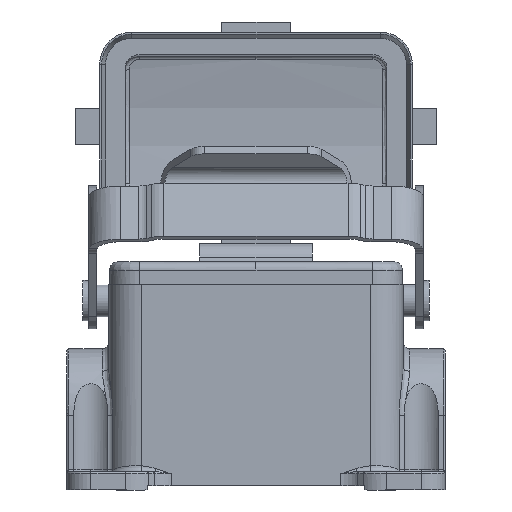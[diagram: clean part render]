
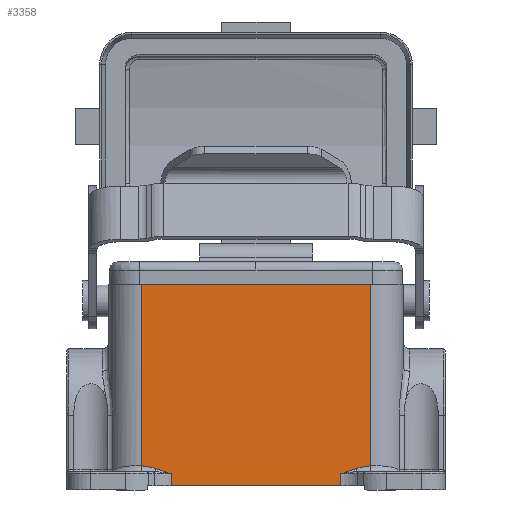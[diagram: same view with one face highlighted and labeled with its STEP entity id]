
A CAD part, front view. The second image highlights one B-rep face of the part: STEP entity #3358.
In plain terms, the highlighted planar face has unit normal (0, -1, 0).
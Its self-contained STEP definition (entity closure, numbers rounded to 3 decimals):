
#3151=B_SPLINE_CURVE_WITH_KNOTS('',3,(#16337,#16338,#16339,#16340,#16341),
 .UNSPECIFIED.,.F.,.F.,(4,1,4),(0.,0.509,1.),.UNSPECIFIED.);
#3152=B_SPLINE_CURVE_WITH_KNOTS('',3,(#16343,#16344,#16345,#16346,#16347,
#16348,#16349,#16350,#16351,#16352,#16353,#16354,#16355,#16356),
 .UNSPECIFIED.,.F.,.F.,(4,2,2,2,2,2,4),(0.,0.117,0.237,
0.482,0.61,0.737,1.),.UNSPECIFIED.);
#3153=B_SPLINE_CURVE_WITH_KNOTS('',3,(#16364,#16365,#16366,#16367,#16368,
#16369,#16370,#16371,#16372,#16373,#16374,#16375,#16376,#16377),
 .UNSPECIFIED.,.F.,.F.,(4,2,2,2,2,2,4),(0.,0.263,0.39,
0.518,0.763,0.883,1.),.UNSPECIFIED.);
#3154=B_SPLINE_CURVE_WITH_KNOTS('',3,(#16379,#16380,#16381,#16382,#16383),
 .UNSPECIFIED.,.F.,.F.,(4,1,4),(0.,0.491,1.),.UNSPECIFIED.);
#3358=ADVANCED_FACE('',(#4142),#3870,.F.);
#3870=PLANE('',#11763);
#4142=FACE_OUTER_BOUND('',#4651,.T.);
#4651=EDGE_LOOP('',(#5595,#5596,#5597,#5598,#5599,#5600,#5601,#5602,#5603,
#5604));
#5595=ORIENTED_EDGE('',*,*,#8867,.F.);
#5596=ORIENTED_EDGE('',*,*,#9171,.F.);
#5597=ORIENTED_EDGE('',*,*,#9172,.F.);
#5598=ORIENTED_EDGE('',*,*,#9173,.F.);
#5599=ORIENTED_EDGE('',*,*,#9174,.F.);
#5600=ORIENTED_EDGE('',*,*,#9175,.F.);
#5601=ORIENTED_EDGE('',*,*,#9176,.F.);
#5602=ORIENTED_EDGE('',*,*,#9177,.F.);
#5603=ORIENTED_EDGE('',*,*,#9178,.F.);
#5604=ORIENTED_EDGE('',*,*,#9179,.F.);
#7967=VERTEX_POINT('',#15102);
#7969=VERTEX_POINT('',#15105);
#8210=VERTEX_POINT('',#16336);
#8211=VERTEX_POINT('',#16342);
#8212=VERTEX_POINT('',#16357);
#8213=VERTEX_POINT('',#16359);
#8214=VERTEX_POINT('',#16361);
#8215=VERTEX_POINT('',#16363);
#8216=VERTEX_POINT('',#16378);
#8217=VERTEX_POINT('',#16384);
#8867=EDGE_CURVE('',#7967,#7969,#10253,.T.);
#9171=EDGE_CURVE('',#8210,#7967,#10392,.T.);
#9172=EDGE_CURVE('',#8211,#8210,#3151,.T.);
#9173=EDGE_CURVE('',#8212,#8211,#3152,.T.);
#9174=EDGE_CURVE('',#8213,#8212,#10393,.T.);
#9175=EDGE_CURVE('',#8214,#8213,#10394,.T.);
#9176=EDGE_CURVE('',#8215,#8214,#10395,.T.);
#9177=EDGE_CURVE('',#8216,#8215,#3153,.T.);
#9178=EDGE_CURVE('',#8217,#8216,#3154,.T.);
#9179=EDGE_CURVE('',#7969,#8217,#10396,.T.);
#10253=LINE('',#15104,#10931);
#10392=LINE('',#16335,#11070);
#10393=LINE('',#16358,#11071);
#10394=LINE('',#16360,#11072);
#10395=LINE('',#16362,#11073);
#10396=LINE('',#16385,#11074);
#10931=VECTOR('',#12546,1.);
#11070=VECTOR('',#13013,1.);
#11071=VECTOR('',#13014,1.);
#11072=VECTOR('',#13015,1.);
#11073=VECTOR('',#13016,1.);
#11074=VECTOR('',#13017,1.);
#11763=AXIS2_PLACEMENT_3D('',#16386,#13018,#13019);
#12546=DIRECTION('',(1.,0.,0.));
#13013=DIRECTION('',(0.,0.,1.));
#13014=DIRECTION('',(0.,0.,1.));
#13015=DIRECTION('',(-1.,0.,0.));
#13016=DIRECTION('',(0.,0.,-1.));
#13017=DIRECTION('',(0.,0.,-1.));
#13018=DIRECTION('',(0.,1.,0.));
#13019=DIRECTION('',(0.,0.,1.));
#15102=CARTESIAN_POINT('',(-28.5,-21.5,6.));
#15104=CARTESIAN_POINT('',(-28.5,-21.5,6.));
#15105=CARTESIAN_POINT('',(28.5,-21.5,6.));
#16335=CARTESIAN_POINT('',(-28.5,-21.5,-39.));
#16336=CARTESIAN_POINT('',(-28.5,-21.5,-39.));
#16337=CARTESIAN_POINT('',(-24.977,-21.5,-39.653));
#16338=CARTESIAN_POINT('',(-25.561,-21.5,-39.506));
#16339=CARTESIAN_POINT('',(-26.705,-21.5,-39.211));
#16340=CARTESIAN_POINT('',(-27.902,-21.5,-39.025));
#16341=CARTESIAN_POINT('',(-28.5,-21.5,-39.));
#16342=CARTESIAN_POINT('',(-24.977,-21.5,-39.653));
#16343=CARTESIAN_POINT('',(-21.015,-21.5,-41.));
#16344=CARTESIAN_POINT('',(-21.176,-21.5,-40.954));
#16345=CARTESIAN_POINT('',(-21.336,-21.5,-40.907));
#16346=CARTESIAN_POINT('',(-21.656,-21.5,-40.807));
#16347=CARTESIAN_POINT('',(-21.816,-21.5,-40.754));
#16348=CARTESIAN_POINT('',(-22.294,-21.5,-40.583));
#16349=CARTESIAN_POINT('',(-22.605,-21.5,-40.453));
#16350=CARTESIAN_POINT('',(-23.083,-21.5,-40.259));
#16351=CARTESIAN_POINT('',(-23.248,-21.5,-40.194));
#16352=CARTESIAN_POINT('',(-23.584,-21.5,-40.074));
#16353=CARTESIAN_POINT('',(-23.753,-21.5,-40.016));
#16354=CARTESIAN_POINT('',(-24.27,-21.5,-39.843));
#16355=CARTESIAN_POINT('',(-24.62,-21.5,-39.735));
#16356=CARTESIAN_POINT('',(-24.977,-21.5,-39.653));
#16357=CARTESIAN_POINT('',(-21.015,-21.5,-41.));
#16358=CARTESIAN_POINT('',(-21.015,-21.5,-44.));
#16359=CARTESIAN_POINT('',(-21.015,-21.5,-44.));
#16360=CARTESIAN_POINT('',(21.015,-21.5,-44.));
#16361=CARTESIAN_POINT('',(21.015,-21.5,-44.));
#16362=CARTESIAN_POINT('',(21.015,-21.5,-41.));
#16363=CARTESIAN_POINT('',(21.015,-21.5,-41.));
#16364=CARTESIAN_POINT('',(24.977,-21.5,-39.653));
#16365=CARTESIAN_POINT('',(24.62,-21.5,-39.735));
#16366=CARTESIAN_POINT('',(24.27,-21.5,-39.843));
#16367=CARTESIAN_POINT('',(23.753,-21.5,-40.016));
#16368=CARTESIAN_POINT('',(23.584,-21.5,-40.074));
#16369=CARTESIAN_POINT('',(23.248,-21.5,-40.194));
#16370=CARTESIAN_POINT('',(23.083,-21.5,-40.259));
#16371=CARTESIAN_POINT('',(22.605,-21.5,-40.453));
#16372=CARTESIAN_POINT('',(22.294,-21.5,-40.583));
#16373=CARTESIAN_POINT('',(21.816,-21.5,-40.754));
#16374=CARTESIAN_POINT('',(21.656,-21.5,-40.807));
#16375=CARTESIAN_POINT('',(21.336,-21.5,-40.907));
#16376=CARTESIAN_POINT('',(21.176,-21.5,-40.954));
#16377=CARTESIAN_POINT('',(21.015,-21.5,-41.));
#16378=CARTESIAN_POINT('',(24.977,-21.5,-39.653));
#16379=CARTESIAN_POINT('',(28.5,-21.5,-39.));
#16380=CARTESIAN_POINT('',(27.902,-21.5,-39.025));
#16381=CARTESIAN_POINT('',(26.705,-21.5,-39.211));
#16382=CARTESIAN_POINT('',(25.561,-21.5,-39.506));
#16383=CARTESIAN_POINT('',(24.977,-21.5,-39.653));
#16384=CARTESIAN_POINT('',(28.5,-21.5,-39.));
#16385=CARTESIAN_POINT('',(28.5,-21.5,6.));
#16386=CARTESIAN_POINT('',(-28.93,-21.5,5.87));
